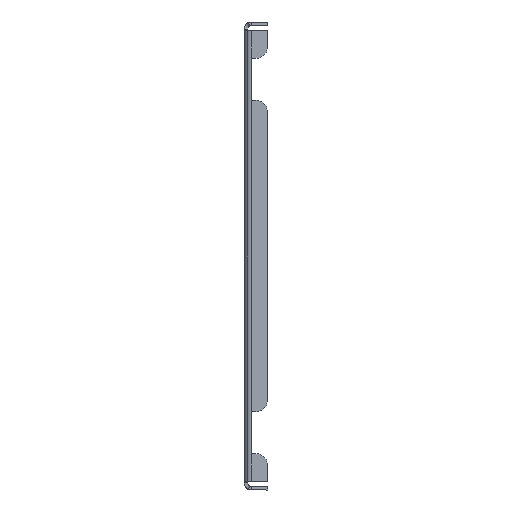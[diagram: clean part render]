
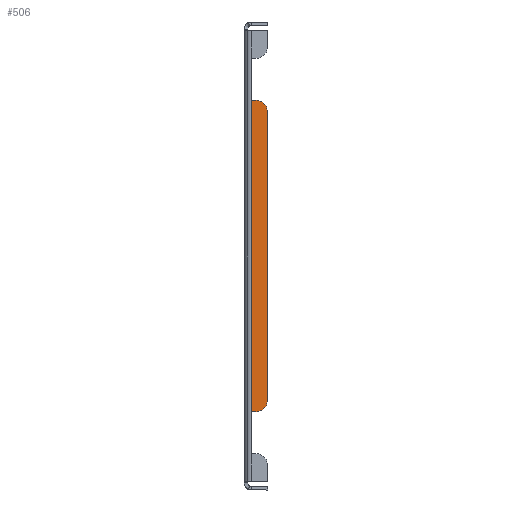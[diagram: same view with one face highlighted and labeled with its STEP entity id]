
A CAD part, left-side view. The second image highlights one B-rep face of the part: STEP entity #506.
In plain terms, the highlighted planar face has unit normal (-1, 0, 0).
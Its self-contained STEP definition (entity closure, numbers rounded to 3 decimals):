
#20 = EDGE_CURVE ( 'NONE', #3712, #2320, #3156, .T. ) ;
#71 = DIRECTION ( 'NONE',  ( -1., 0., 0. ) ) ;
#80 = CARTESIAN_POINT ( 'NONE',  ( -423.5, -3., 66.5 ) ) ;
#91 = DIRECTION ( 'NONE',  ( 0., 0., -1. ) ) ;
#110 = DIRECTION ( 'NONE',  ( -1., 0., 0. ) ) ;
#165 = VERTEX_POINT ( 'NONE', #80 ) ;
#239 = DIRECTION ( 'NONE',  ( 0., -1., 0. ) ) ;
#279 = CARTESIAN_POINT ( 'NONE',  ( -423.5, 420.693, 66.5 ) ) ;
#345 = CARTESIAN_POINT ( 'NONE',  ( -423.5, -10., -61.5 ) ) ;
#430 = LINE ( 'NONE', #2830, #2328 ) ;
#506 = ADVANCED_FACE ( 'NONE', ( #2854 ), #1854, .T. ) ;
#563 = DIRECTION ( 'NONE',  ( -1., 0., 0. ) ) ;
#607 = DIRECTION ( 'NONE',  ( 0., 0., -1. ) ) ;
#622 = CARTESIAN_POINT ( 'NONE',  ( -423.5, 420.693, -66.5 ) ) ;
#697 = AXIS2_PLACEMENT_3D ( 'NONE', #2370, #563, #239 ) ;
#758 = ORIENTED_EDGE ( 'NONE', *, *, #3478, .F. ) ;
#893 = DIRECTION ( 'NONE',  ( 0., -1., 0. ) ) ;
#916 = ORIENTED_EDGE ( 'NONE', *, *, #2126, .T. ) ;
#998 = DIRECTION ( 'NONE',  ( 0., -1., 0. ) ) ;
#1156 = VECTOR ( 'NONE', #2578, 1000. ) ;
#1209 = ORIENTED_EDGE ( 'NONE', *, *, #20, .T. ) ;
#1302 = LINE ( 'NONE', #622, #1156 ) ;
#1309 = DIRECTION ( 'NONE',  ( 0., 0., 1. ) ) ;
#1446 = ORIENTED_EDGE ( 'NONE', *, *, #3675, .T. ) ;
#1550 = EDGE_LOOP ( 'NONE', ( #3222, #1209, #3716, #1446, #758, #916 ) ) ;
#1639 = CARTESIAN_POINT ( 'NONE',  ( -423.5, -10., 61.5 ) ) ;
#1830 = LINE ( 'NONE', #3074, #2977 ) ;
#1854 = PLANE ( 'NONE',  #2757 ) ;
#1857 = VERTEX_POINT ( 'NONE', #345 ) ;
#1938 = CARTESIAN_POINT ( 'NONE',  ( -423.5, -5., 61.5 ) ) ;
#2007 = EDGE_CURVE ( 'NONE', #165, #2320, #3566, .T. ) ;
#2126 = EDGE_CURVE ( 'NONE', #2460, #1857, #2439, .T. ) ;
#2157 = CARTESIAN_POINT ( 'NONE',  ( -423.5, 420.693, 0. ) ) ;
#2320 = VERTEX_POINT ( 'NONE', #3221 ) ;
#2328 = VECTOR ( 'NONE', #91, 1000. ) ;
#2370 = CARTESIAN_POINT ( 'NONE',  ( -423.5, -5., -61.5 ) ) ;
#2439 = CIRCLE ( 'NONE', #697, 5. ) ;
#2460 = VERTEX_POINT ( 'NONE', #3046 ) ;
#2560 = AXIS2_PLACEMENT_3D ( 'NONE', #1938, #110, #998 ) ;
#2578 = DIRECTION ( 'NONE',  ( 0., 1., 0. ) ) ;
#2663 = VERTEX_POINT ( 'NONE', #2940 ) ;
#2757 = AXIS2_PLACEMENT_3D ( 'NONE', #2157, #71, #1309 ) ;
#2830 = CARTESIAN_POINT ( 'NONE',  ( -423.5, -3., 0. ) ) ;
#2854 = FACE_OUTER_BOUND ( 'NONE', #1550, .T. ) ;
#2940 = CARTESIAN_POINT ( 'NONE',  ( -423.5, -3., -66.5 ) ) ;
#2971 = EDGE_CURVE ( 'NONE', #3712, #1857, #1830, .T. ) ;
#2977 = VECTOR ( 'NONE', #607, 1000. ) ;
#3046 = CARTESIAN_POINT ( 'NONE',  ( -423.5, -5., -66.5 ) ) ;
#3074 = CARTESIAN_POINT ( 'NONE',  ( -423.5, -10., -96.346 ) ) ;
#3156 = CIRCLE ( 'NONE', #2560, 5. ) ;
#3221 = CARTESIAN_POINT ( 'NONE',  ( -423.5, -5., 66.5 ) ) ;
#3222 = ORIENTED_EDGE ( 'NONE', *, *, #2971, .F. ) ;
#3303 = VECTOR ( 'NONE', #893, 1000. ) ;
#3478 = EDGE_CURVE ( 'NONE', #2460, #2663, #1302, .T. ) ;
#3566 = LINE ( 'NONE', #279, #3303 ) ;
#3675 = EDGE_CURVE ( 'NONE', #165, #2663, #430, .T. ) ;
#3712 = VERTEX_POINT ( 'NONE', #1639 ) ;
#3716 = ORIENTED_EDGE ( 'NONE', *, *, #2007, .F. ) ;
